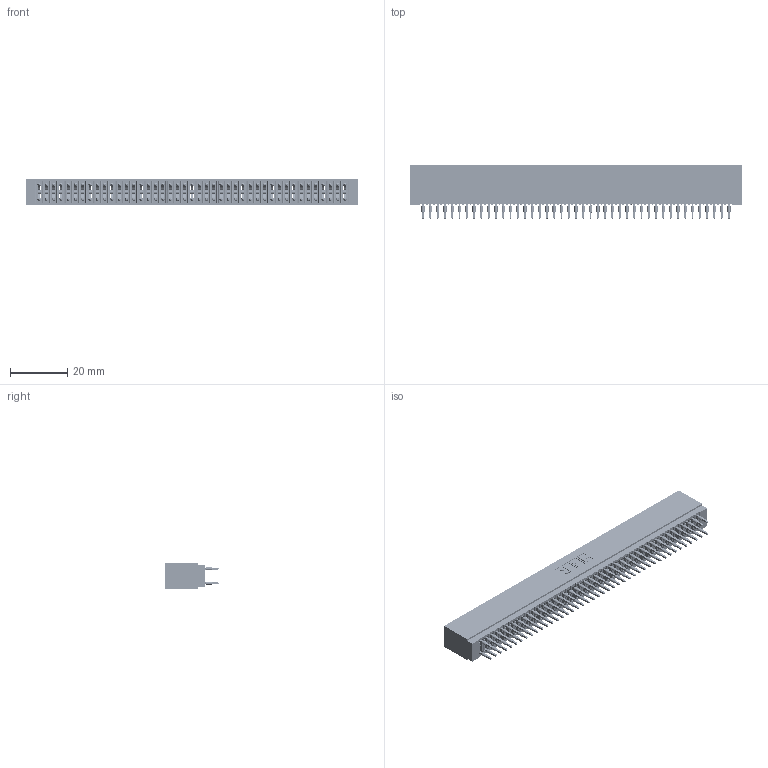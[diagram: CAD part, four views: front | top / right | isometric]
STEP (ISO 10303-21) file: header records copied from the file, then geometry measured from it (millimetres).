
FILE_DESCRIPTION (( 'STEP AP203' ), '1' );
FILE_NAME ('725-086-520-201.STEP', '2020-09-10T07:11:02', ( '' ), ( '' ), 'SwSTEP 2.0', 'SolidWorks 2020', '' );
FILE_SCHEMA (( 'CONFIG_CONTROL_DESIGN' ));
Length unit declared in the file: inch
Products named in the file (3): 725 Part_Insulator Option - 01; 725-086-520-201; 745-292-001_520
Assembly tree (87 placements, depth 2):
  725-086-520-201
    725 Part_Insulator Option - 01
    745-292-001_520  x86
Bounding box: 115.82 x 18.81 x 8.89 mm (x, y, z)
Volume: 9108.1 mm3; surface area: 18893.6 mm2
Topology: 87 solids, 87 shells, 7792 faces, 20937 edges, 13154 vertices
Faces by surface type: plane 4011, bspline 1720, cylinder 1545, torus 516
Entity records: 72225 total; most frequent: CARTESIAN_POINT 13027, ORIENTED_EDGE 12464, DIRECTION 10890, EDGE_CURVE 6232, LINE 5792, VECTOR 5792, VERTEX_POINT 3974, AXIS2_PLACEMENT_3D 2549
